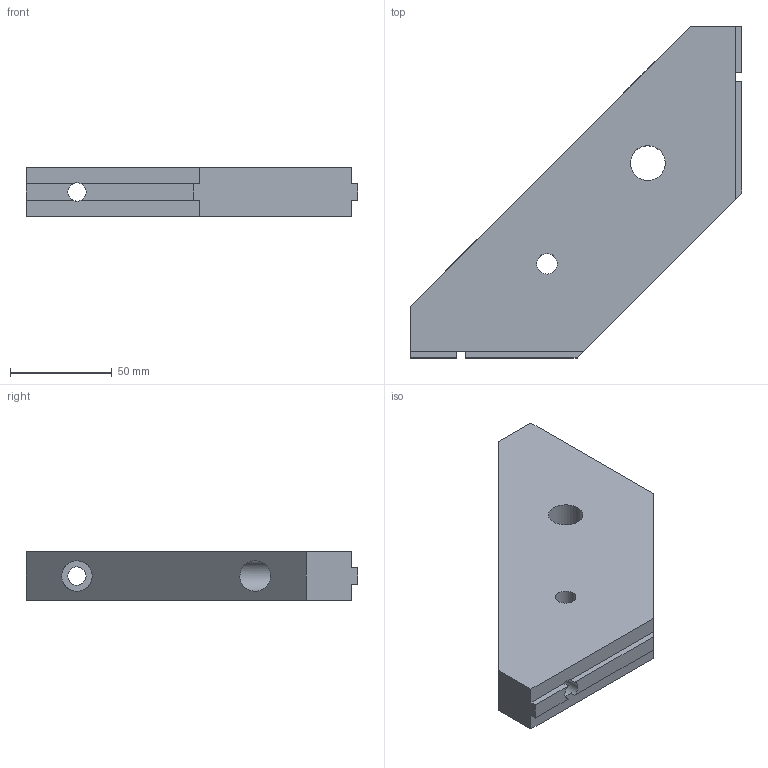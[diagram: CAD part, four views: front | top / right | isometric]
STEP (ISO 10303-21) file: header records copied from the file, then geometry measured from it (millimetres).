
FILE_DESCRIPTION(/* description */ ('Bodenbefestigungsplatte'),/* implementation_level */ '2;1');
FILE_NAME(/* name */ 'SZ0300S-A.stp',/* time_stamp */ '2015-11-23T13:37:26+01:00',/* author */ ('Marina Kaa'),/* organization */ (''),/* preprocessor_version */ 'ST-DEVELOPER v15.6',/* originating_system */ 'Autodesk Inventor 2015',/* authorisation */ '');
FILE_SCHEMA (('AUTOMOTIVE_DESIGN { 1 0 10303 214 3 1 1 }'));
Length unit declared in the file: millimetre
Products named in the file (1): SZ0300S-A
Bounding box: 163 x 163 x 24 mm (x, y, z)
Volume: 303970.9 mm3; surface area: 44910.4 mm2
Topology: 1 solids, 1 shells, 30 faces, 88 edges, 60 vertices
Faces by surface type: plane 24, cylinder 6
Full cylindrical faces by diameter (mm): 9 x2, 10.106 x1, 15 x2, 17 x1
Entity records: 958 total; most frequent: CARTESIAN_POINT 161, DIRECTION 156, ORIENTED_EDGE 152, EDGE_CURVE 76, LINE 58, VECTOR 58, VERTEX_POINT 54, AXIS2_PLACEMENT_3D 49
